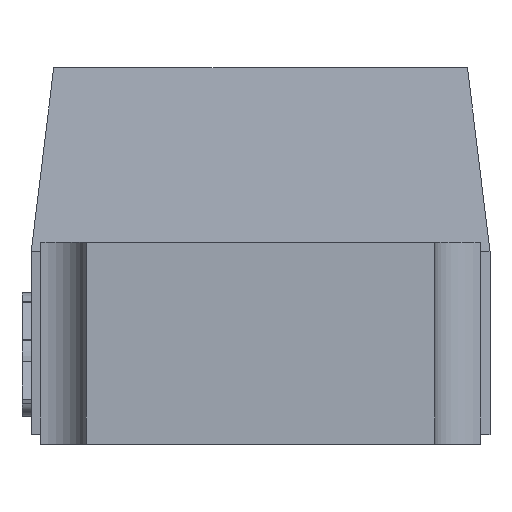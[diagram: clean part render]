
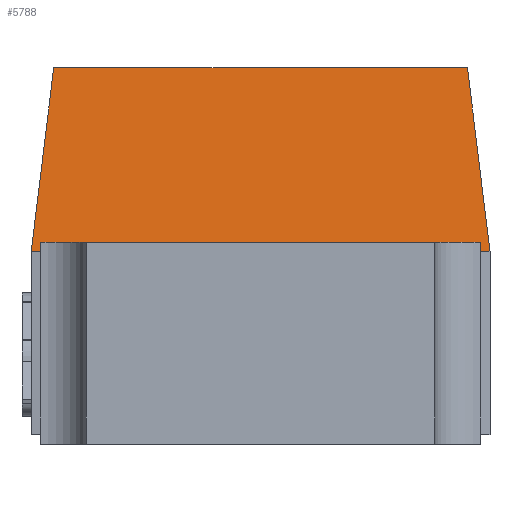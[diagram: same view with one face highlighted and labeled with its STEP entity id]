
A CAD part, left-side view. The second image highlights one B-rep face of the part: STEP entity #5788.
In plain terms, the highlighted planar face has unit normal (-0.993, 0, 0.122).
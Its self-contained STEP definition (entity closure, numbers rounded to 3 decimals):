
#416=FACE_OUTER_BOUND('',#726,.T.);
#726=EDGE_LOOP('',(#3674,#3675,#3676,#3677));
#1071=LINE('',#7647,#1665);
#1073=LINE('',#7651,#1667);
#1074=LINE('',#7653,#1668);
#1075=LINE('',#7654,#1669);
#1665=VECTOR('',#6453,1.);
#1667=VECTOR('',#6457,1.);
#1668=VECTOR('',#6458,1.);
#1669=VECTOR('',#6459,1.);
#2256=VERTEX_POINT('',#7644);
#2257=VERTEX_POINT('',#7646);
#2258=VERTEX_POINT('',#7650);
#2259=VERTEX_POINT('',#7652);
#2819=EDGE_CURVE('',#2257,#2256,#1071,.T.);
#2821=EDGE_CURVE('',#2256,#2258,#1073,.T.);
#2822=EDGE_CURVE('',#2259,#2258,#1074,.T.);
#2823=EDGE_CURVE('',#2257,#2259,#1075,.T.);
#3674=ORIENTED_EDGE('',*,*,#2821,.T.);
#3675=ORIENTED_EDGE('',*,*,#2822,.F.);
#3676=ORIENTED_EDGE('',*,*,#2823,.F.);
#3677=ORIENTED_EDGE('',*,*,#2819,.T.);
#5306=PLANE('',#6119);
#5788=ADVANCED_FACE('',(#416),#5306,.T.);
#6119=AXIS2_PLACEMENT_3D('',#7649,#6455,#6456);
#6453=DIRECTION('',(-0.121,0.121,-0.985));
#6455=DIRECTION('center_axis',(-0.993,0.,0.122));
#6456=DIRECTION('ref_axis',(0.122,0.,0.993));
#6457=DIRECTION('',(0.,-1.,0.));
#6458=DIRECTION('',(-0.121,-0.121,-0.985));
#6459=DIRECTION('',(0.,-1.,0.));
#7644=CARTESIAN_POINT('',(-0.275,0.25,0.21));
#7646=CARTESIAN_POINT('',(-0.25,0.225,0.41));
#7647=CARTESIAN_POINT('',(-0.275,0.25,0.21));
#7649=CARTESIAN_POINT('Origin',(-0.275,0.25,0.21));
#7650=CARTESIAN_POINT('',(-0.275,-0.25,0.21));
#7651=CARTESIAN_POINT('',(-0.275,0.25,0.21));
#7652=CARTESIAN_POINT('',(-0.25,-0.225,0.41));
#7653=CARTESIAN_POINT('',(-0.275,-0.25,0.21));
#7654=CARTESIAN_POINT('',(-0.25,0.25,0.41));
